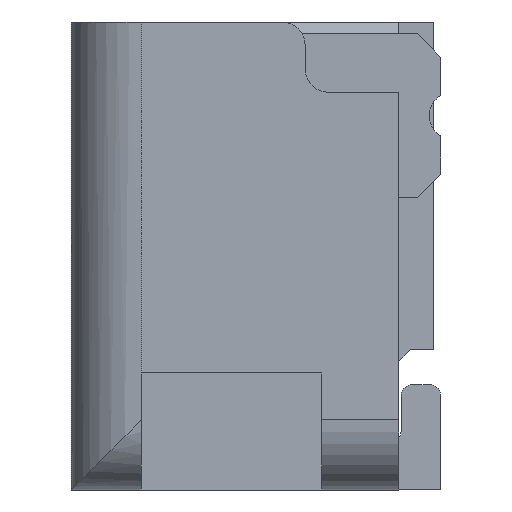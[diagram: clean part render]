
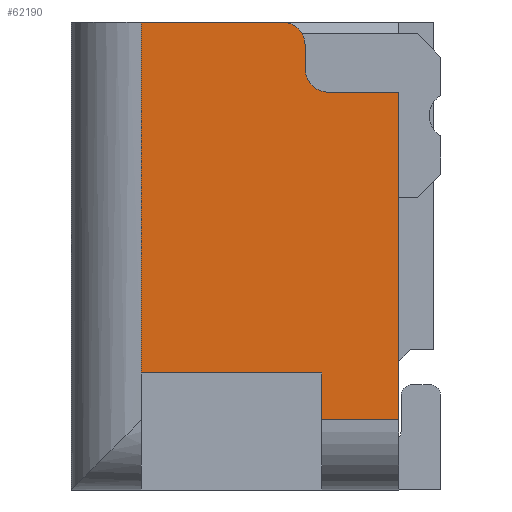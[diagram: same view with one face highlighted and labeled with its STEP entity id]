
A CAD part, left-side view. The second image highlights one B-rep face of the part: STEP entity #62190.
In plain terms, the highlighted planar face has unit normal (-1, 0, 0).
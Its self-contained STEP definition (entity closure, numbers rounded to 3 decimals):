
#36920=CARTESIAN_POINT('',(-0.3,1.19,2.03));
#36930=VERTEX_POINT('',#36920);
#36960=CARTESIAN_POINT('',(-0.3,1.19,0.));
#36970=DIRECTION('',(0.,0.,-1.));
#36980=VECTOR('',#36970,1.);
#36990=LINE('',#36960,#36980);
#37000=CARTESIAN_POINT('',(-0.3,1.19,0.53));
#37010=VERTEX_POINT('',#37000);
#37020=EDGE_CURVE('',#36930,#37010,#36990,.T.);
#59800=CARTESIAN_POINT('',(-0.3,0.,0.53));
#59810=DIRECTION('',(0.,-1.,0.));
#59820=VECTOR('',#59810,1.);
#59830=LINE('',#59800,#59820);
#59840=CARTESIAN_POINT('',(-0.3,0.42,0.53));
#59850=VERTEX_POINT('',#59840);
#59860=EDGE_CURVE('',#37010,#59850,#59830,.T.);
#61460=CARTESIAN_POINT('',(-0.3,0.067,2.082));
#61470=DIRECTION('',(-1.,0.,0.));
#61480=DIRECTION('',(0.,1.,0.));
#61490=AXIS2_PLACEMENT_3D('',#61460,#61470,#61480);
#61500=PLANE('',#61490);
#61510=CARTESIAN_POINT('',(-0.3,0.42,0.));
#61520=DIRECTION('',(0.,0.,-1.));
#61530=VECTOR('',#61520,1.);
#61540=LINE('',#61510,#61530);
#61550=CARTESIAN_POINT('',(-0.3,0.42,0.33));
#61560=VERTEX_POINT('',#61550);
#61570=EDGE_CURVE('',#59850,#61560,#61540,.T.);
#61580=ORIENTED_EDGE('',*,*,#61570,.T.);
#61590=ORIENTED_EDGE('',*,*,#59860,.T.);
#61600=ORIENTED_EDGE('',*,*,#37020,.T.);
#61610=CARTESIAN_POINT('',(-0.3,0.,2.03));
#61620=DIRECTION('',(0.,1.,0.));
#61630=VECTOR('',#61620,1.);
#61640=LINE('',#61610,#61630);
#61650=CARTESIAN_POINT('',(-0.3,0.59,2.03));
#61660=VERTEX_POINT('',#61650);
#61670=EDGE_CURVE('',#61660,#36930,#61640,.T.);
#61680=ORIENTED_EDGE('',*,*,#61670,.T.);
#61690=CARTESIAN_POINT('',(-0.3,0.59,1.93));
#61700=DIRECTION('',(1.,0.,0.));
#61710=DIRECTION('',(0.,-1.,0.));
#61720=AXIS2_PLACEMENT_3D('',#61690,#61700,#61710);
#61730=CIRCLE('',#61720,0.1);
#61740=CARTESIAN_POINT('',(-0.3,0.49,1.93));
#61750=VERTEX_POINT('',#61740);
#61760=EDGE_CURVE('',#61660,#61750,#61730,.T.);
#61770=ORIENTED_EDGE('',*,*,#61760,.F.);
#61780=CARTESIAN_POINT('',(-0.3,0.49,0.));
#61790=DIRECTION('',(0.,0.,-1.));
#61800=VECTOR('',#61790,1.);
#61810=LINE('',#61780,#61800);
#61820=CARTESIAN_POINT('',(-0.3,0.49,1.83));
#61830=VERTEX_POINT('',#61820);
#61840=EDGE_CURVE('',#61750,#61830,#61810,.T.);
#61850=ORIENTED_EDGE('',*,*,#61840,.F.);
#61860=CARTESIAN_POINT('',(-0.3,0.39,1.83));
#61870=DIRECTION('',(-1.,0.,0.));
#61880=DIRECTION('',(0.,1.,0.));
#61890=AXIS2_PLACEMENT_3D('',#61860,#61870,#61880);
#61900=CIRCLE('',#61890,0.1);
#61910=CARTESIAN_POINT('',(-0.3,0.39,1.73));
#61920=VERTEX_POINT('',#61910);
#61930=EDGE_CURVE('',#61830,#61920,#61900,.T.);
#61940=ORIENTED_EDGE('',*,*,#61930,.F.);
#61950=CARTESIAN_POINT('',(-0.3,0.,1.73));
#61960=DIRECTION('',(0.,-1.,0.));
#61970=VECTOR('',#61960,1.);
#61980=LINE('',#61950,#61970);
#61990=CARTESIAN_POINT('',(-0.3,0.09,1.73));
#62000=VERTEX_POINT('',#61990);
#62010=EDGE_CURVE('',#61920,#62000,#61980,.T.);
#62020=ORIENTED_EDGE('',*,*,#62010,.F.);
#62030=CARTESIAN_POINT('',(-0.3,0.09,0.));
#62040=DIRECTION('',(0.,0.,1.));
#62050=VECTOR('',#62040,1.);
#62060=LINE('',#62030,#62050);
#62070=CARTESIAN_POINT('',(-0.3,0.09,0.33));
#62080=VERTEX_POINT('',#62070);
#62090=EDGE_CURVE('',#62080,#62000,#62060,.T.);
#62100=ORIENTED_EDGE('',*,*,#62090,.T.);
#62110=CARTESIAN_POINT('',(-0.3,0.,0.33));
#62120=DIRECTION('',(0.,-1.,0.));
#62130=VECTOR('',#62120,1.);
#62140=LINE('',#62110,#62130);
#62150=EDGE_CURVE('',#61560,#62080,#62140,.T.);
#62160=ORIENTED_EDGE('',*,*,#62150,.T.);
#62170=EDGE_LOOP('',(#62160,#62100,#62020,#61940,#61850,#61770,#61680,
#61600,#61590,#61580));
#62180=FACE_OUTER_BOUND('',#62170,.T.);
#62190=ADVANCED_FACE('',(#62180),#61500,.T.);
